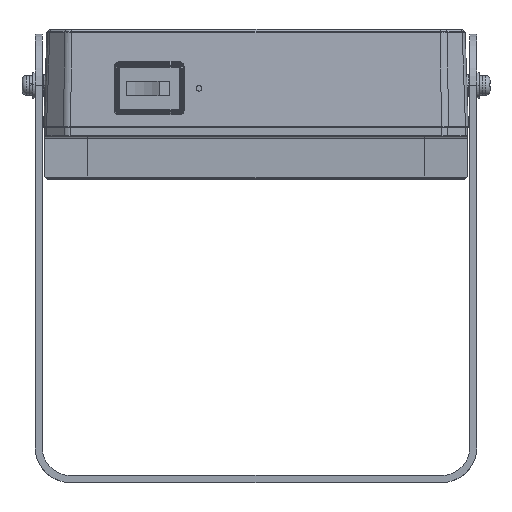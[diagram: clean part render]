
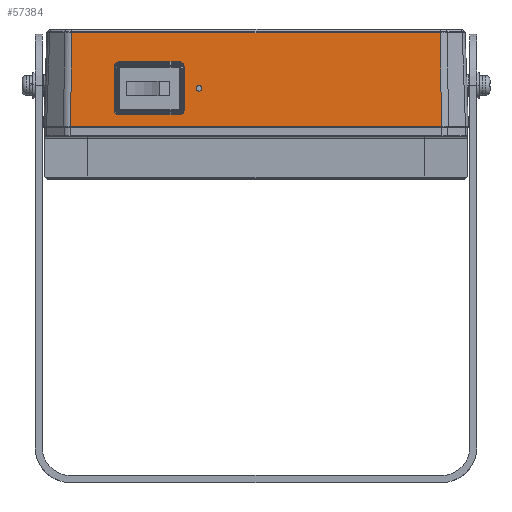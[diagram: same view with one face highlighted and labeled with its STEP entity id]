
A CAD part, top view. The second image highlights one B-rep face of the part: STEP entity #57384.
In plain terms, the highlighted face is planar.
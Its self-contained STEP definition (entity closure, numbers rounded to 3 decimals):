
#45774=DIRECTION('',(0.,0.,1.));
#45775=VECTOR('',#45774,129.34);
#45776=CARTESIAN_POINT('',(-73.439,1.201,
-64.67));
#45777=LINE('',#45776,#45775);
#45789=DIRECTION('',(-0.035,0.999,-0.014));
#45790=VECTOR('',#45789,32.982);
#45791=CARTESIAN_POINT('',(-73.439,1.201,
-64.67));
#45792=LINE('',#45791,#45790);
#45793=DIRECTION('',(0.035,-0.999,-0.014));
#45794=VECTOR('',#45793,32.982);
#45795=CARTESIAN_POINT('',(-74.59,34.16,65.147));
#45796=LINE('',#45795,#45794);
#45797=CARTESIAN_POINT('',(-73.86,13.273,27.));
#45798=DIRECTION('',(-0.999,-0.035,0.));
#45799=DIRECTION('',(0.,0.,-1.));
#45800=AXIS2_PLACEMENT_3D('',#45797,#45798,#45799);
#45802=CARTESIAN_POINT('',(-73.86,13.273,48.));
#45803=DIRECTION('',(-0.999,-0.035,0.));
#45804=DIRECTION('',(0.035,-0.999,0.));
#45805=AXIS2_PLACEMENT_3D('',#45802,#45803,#45804);
#45807=CARTESIAN_POINT('',(-74.384,28.271,48.));
#45808=DIRECTION('',(-0.999,-0.035,0.));
#45809=DIRECTION('',(0.,0.,1.));
#45810=AXIS2_PLACEMENT_3D('',#45807,#45808,#45809);
#45812=CARTESIAN_POINT('',(-74.384,28.271,27.));
#45813=DIRECTION('',(-0.999,-0.035,0.));
#45814=DIRECTION('',(-0.035,0.999,0.));
#45815=AXIS2_PLACEMENT_3D('',#45812,#45813,#45814);
#45817=CARTESIAN_POINT('',(-74.121,20.73,20.));
#45818=DIRECTION('',(-0.999,-0.035,0.));
#45819=DIRECTION('',(0.,0.,1.));
#45820=AXIS2_PLACEMENT_3D('',#45817,#45818,#45819);
#45822=CARTESIAN_POINT('',(-74.121,20.73,20.));
#45823=DIRECTION('',(-0.999,-0.035,0.));
#45824=DIRECTION('',(0.,0.,-1.));
#45825=AXIS2_PLACEMENT_3D('',#45822,#45823,#45824);
#45930=DIRECTION('',(0.,0.,-1.));
#45931=VECTOR('',#45930,130.294);
#45932=CARTESIAN_POINT('',(-74.59,34.16,65.147));
#45933=LINE('',#45932,#45931);
#48975=DIRECTION('',(0.,0.,1.));
#48976=VECTOR('',#48975,21.);
#48977=CARTESIAN_POINT('',(-74.447,30.077,
27.));
#48978=LINE('',#48977,#48976);
#48998=DIRECTION('',(0.035,-0.999,0.));
#48999=VECTOR('',#48998,15.008);
#49000=CARTESIAN_POINT('',(-74.384,28.271,
49.807));
#49001=LINE('',#49000,#48999);
#49021=DIRECTION('',(0.,0.,-1.));
#49022=VECTOR('',#49021,21.);
#49023=CARTESIAN_POINT('',(-73.797,11.467,
48.));
#49024=LINE('',#49023,#49022);
#49044=DIRECTION('',(-0.035,0.999,0.));
#49045=VECTOR('',#49044,15.008);
#49046=CARTESIAN_POINT('',(-73.86,13.273,
25.193));
#49047=LINE('',#49046,#49045);
#52717=CARTESIAN_POINT('',(-74.447,30.077,
27.));
#52718=CARTESIAN_POINT('',(-74.384,28.271,
25.193));
#52719=VERTEX_POINT('',#52717);
#52720=VERTEX_POINT('',#52718);
#52721=CARTESIAN_POINT('',(-73.439,1.201,
-64.67));
#52722=CARTESIAN_POINT('',(-73.439,1.201,
64.67));
#52723=VERTEX_POINT('',#52721);
#52724=VERTEX_POINT('',#52722);
#52725=CARTESIAN_POINT('',(-74.59,34.16,-65.147));
#52726=VERTEX_POINT('',#52725);
#52727=CARTESIAN_POINT('',(-74.59,34.16,65.147));
#52728=VERTEX_POINT('',#52727);
#52729=CARTESIAN_POINT('',(-73.86,13.273,
25.193));
#52730=CARTESIAN_POINT('',(-73.797,11.467,
27.));
#52731=VERTEX_POINT('',#52729);
#52732=VERTEX_POINT('',#52730);
#52733=CARTESIAN_POINT('',(-73.797,11.467,
48.));
#52734=VERTEX_POINT('',#52733);
#52735=CARTESIAN_POINT('',(-73.86,13.273,
49.807));
#52736=VERTEX_POINT('',#52735);
#52737=CARTESIAN_POINT('',(-74.384,28.271,
49.807));
#52738=VERTEX_POINT('',#52737);
#52739=CARTESIAN_POINT('',(-74.447,30.077,
48.));
#52740=VERTEX_POINT('',#52739);
#52741=CARTESIAN_POINT('',(-74.121,20.73,21.));
#52742=CARTESIAN_POINT('',(-74.121,20.73,19.));
#52743=VERTEX_POINT('',#52741);
#52744=VERTEX_POINT('',#52742);
#57347=CARTESIAN_POINT('',(-74.6,34.46,-78.385));
#57348=DIRECTION('',(-0.999,-0.035,0.));
#57349=DIRECTION('',(0.,0.,-1.));
#57350=AXIS2_PLACEMENT_3D('',#57347,#57348,#57349);
#57351=PLANE('',#57350);
#57352=ORIENTED_EDGE('',*,*,#57331,.F.);
#57354=ORIENTED_EDGE('',*,*,#57353,.T.);
#57356=ORIENTED_EDGE('',*,*,#57355,.F.);
#57357=ORIENTED_EDGE('',*,*,#57177,.T.);
#57358=EDGE_LOOP('',(#57352,#57354,#57356,#57357));
#57359=FACE_OUTER_BOUND('',#57358,.F.);
#57361=ORIENTED_EDGE('',*,*,#57360,.T.);
#57363=ORIENTED_EDGE('',*,*,#57362,.F.);
#57365=ORIENTED_EDGE('',*,*,#57364,.T.);
#57367=ORIENTED_EDGE('',*,*,#57366,.F.);
#57369=ORIENTED_EDGE('',*,*,#57368,.T.);
#57371=ORIENTED_EDGE('',*,*,#57370,.F.);
#57373=ORIENTED_EDGE('',*,*,#57372,.T.);
#57375=ORIENTED_EDGE('',*,*,#57374,.F.);
#57376=EDGE_LOOP('',(#57361,#57363,#57365,#57367,#57369,#57371,#57373,#57375));
#57377=FACE_BOUND('',#57376,.F.);
#57379=ORIENTED_EDGE('',*,*,#57378,.T.);
#57381=ORIENTED_EDGE('',*,*,#57380,.T.);
#57382=EDGE_LOOP('',(#57379,#57381));
#57383=FACE_BOUND('',#57382,.F.);
#45801=CIRCLE('',#45800,1.807);
#45806=CIRCLE('',#45805,1.807);
#45811=CIRCLE('',#45810,1.807);
#45816=CIRCLE('',#45815,1.807);
#45821=CIRCLE('',#45820,1.);
#45826=CIRCLE('',#45825,1.);
#57177=EDGE_CURVE('',#52728,#52724,#45796,.T.);
#57331=EDGE_CURVE('',#52723,#52724,#45777,.T.);
#57353=EDGE_CURVE('',#52723,#52726,#45792,.T.);
#57355=EDGE_CURVE('',#52728,#52726,#45933,.T.);
#57360=EDGE_CURVE('',#52731,#52732,#45801,.T.);
#57362=EDGE_CURVE('',#52734,#52732,#49024,.T.);
#57364=EDGE_CURVE('',#52734,#52736,#45806,.T.);
#57366=EDGE_CURVE('',#52738,#52736,#49001,.T.);
#57368=EDGE_CURVE('',#52738,#52740,#45811,.T.);
#57370=EDGE_CURVE('',#52719,#52740,#48978,.T.);
#57372=EDGE_CURVE('',#52719,#52720,#45816,.T.);
#57374=EDGE_CURVE('',#52731,#52720,#49047,.T.);
#57378=EDGE_CURVE('',#52743,#52744,#45821,.T.);
#57380=EDGE_CURVE('',#52744,#52743,#45826,.T.);
#57384=ADVANCED_FACE('',(#57359,#57377,#57383),#57351,.T.);
